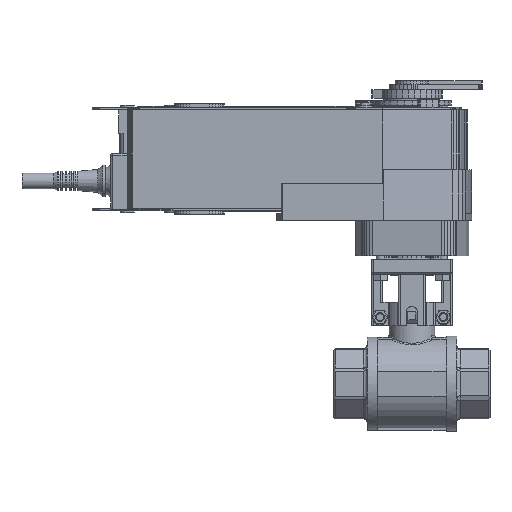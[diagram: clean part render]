
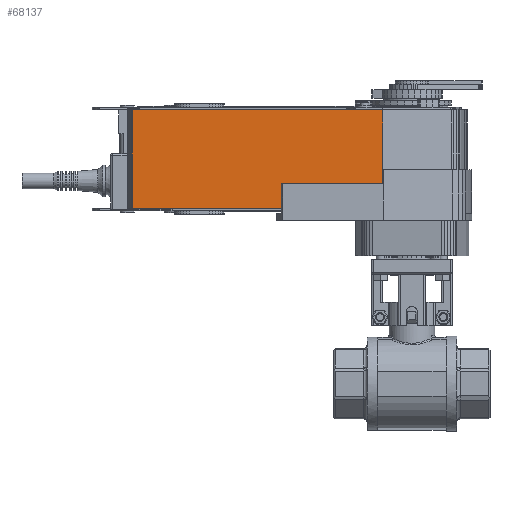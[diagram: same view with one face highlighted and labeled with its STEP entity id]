
A CAD part, left-side view. The second image highlights one B-rep face of the part: STEP entity #68137.
In plain terms, the highlighted face is planar.
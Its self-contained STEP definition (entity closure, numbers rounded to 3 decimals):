
#2307=PLANE('',#71132);
#15684=ORIENTED_EDGE('',*,*,#20369,.T.);
#15685=ORIENTED_EDGE('',*,*,#20406,.F.);
#15686=ORIENTED_EDGE('',*,*,#23685,.F.);
#15687=ORIENTED_EDGE('',*,*,#23451,.T.);
#15688=ORIENTED_EDGE('',*,*,#23684,.T.);
#15689=ORIENTED_EDGE('',*,*,#18702,.T.);
#15690=ORIENTED_EDGE('',*,*,#20367,.T.);
#18702=EDGE_CURVE('',#25568,#25567,#30209,.T.);
#20367=EDGE_CURVE('',#25567,#26657,#31854,.T.);
#20369=EDGE_CURVE('',#26657,#26658,#31856,.T.);
#20406=EDGE_CURVE('',#26675,#26658,#31893,.T.);
#23451=EDGE_CURVE('',#28638,#28637,#34896,.T.);
#23684=EDGE_CURVE('',#28637,#25568,#35129,.T.);
#23685=EDGE_CURVE('',#28638,#26675,#35130,.T.);
#25567=VERTEX_POINT('',#87859);
#25568=VERTEX_POINT('',#87861);
#26657=VERTEX_POINT('',#91241);
#26658=VERTEX_POINT('',#91245);
#26675=VERTEX_POINT('',#91316);
#28637=VERTEX_POINT('',#97437);
#28638=VERTEX_POINT('',#97439);
#30209=LINE('',#87860,#36842);
#31854=LINE('',#91242,#38487);
#31856=LINE('',#91246,#38489);
#31893=LINE('',#91317,#38526);
#34896=LINE('',#97438,#41529);
#35129=LINE('',#97904,#41762);
#35130=LINE('',#97906,#41763);
#36842=VECTOR('',#73841,1000.);
#38487=VECTOR('',#76684,1000.);
#38489=VECTOR('',#76688,1000.);
#38526=VECTOR('',#76759,1000.);
#41529=VECTOR('',#82074,1000.);
#41762=VECTOR('',#82665,1000.);
#41763=VECTOR('',#82668,1000.);
#44914=EDGE_LOOP('',(#15684,#15685,#15686,#15687,#15688,#15689,#15690));
#47724=FACE_BOUND('',#44914,.T.);
#68137=ADVANCED_FACE('',(#47724),#2307,.T.);
#71132=AXIS2_PLACEMENT_3D('',#97905,#82666,#82667);
#73841=DIRECTION('',(-1.,0.,0.));
#76684=DIRECTION('',(0.,0.,1.));
#76688=DIRECTION('',(-1.,0.,0.));
#76759=DIRECTION('',(0.,0.,-1.));
#82074=DIRECTION('',(1.,0.,0.));
#82665=DIRECTION('',(0.,0.,-1.));
#82666=DIRECTION('',(0.,1.,0.));
#82667=DIRECTION('',(1.,0.,0.));
#82668=DIRECTION('',(0.,0.,-1.));
#87859=CARTESIAN_POINT('',(74.41,49.,38.5));
#87860=CARTESIAN_POINT('',(16.5,49.,38.5));
#87861=CARTESIAN_POINT('',(159.18,49.,38.5));
#91241=CARTESIAN_POINT('',(74.41,49.,52.5));
#91242=CARTESIAN_POINT('',(74.41,49.,51.));
#91245=CARTESIAN_POINT('',(16.5,49.,52.5));
#91246=CARTESIAN_POINT('',(102.195,49.,52.5));
#91316=CARTESIAN_POINT('',(16.5,49.,60.5));
#91317=CARTESIAN_POINT('',(16.5,49.,66.5));
#97437=CARTESIAN_POINT('',(159.18,49.,94.5));
#97438=CARTESIAN_POINT('',(16.5,49.,94.5));
#97439=CARTESIAN_POINT('',(16.5,49.,94.5));
#97904=CARTESIAN_POINT('',(159.18,49.,66.5));
#97905=CARTESIAN_POINT('',(159.18,49.,66.5));
#97906=CARTESIAN_POINT('',(16.5,49.,66.5));
